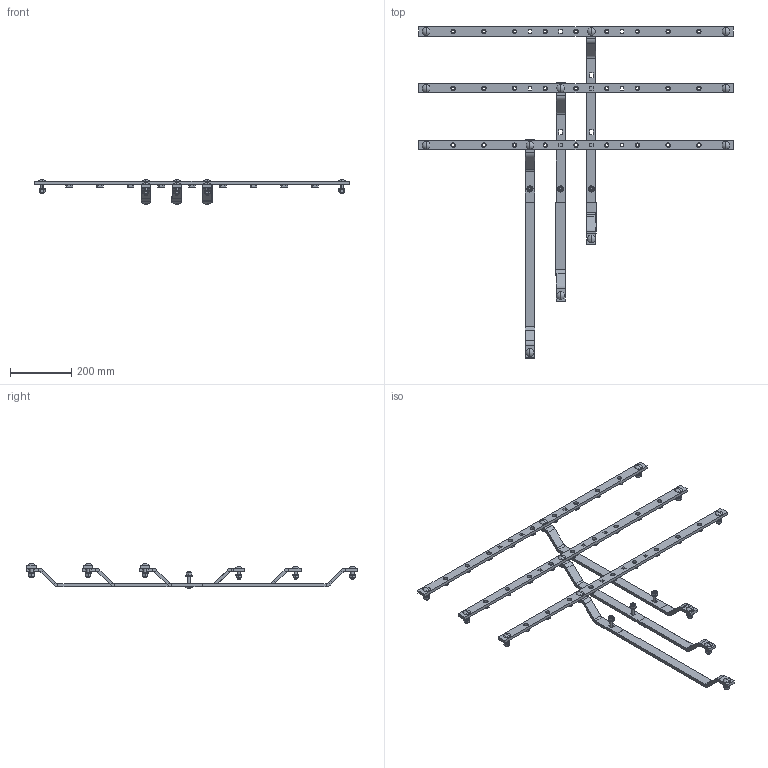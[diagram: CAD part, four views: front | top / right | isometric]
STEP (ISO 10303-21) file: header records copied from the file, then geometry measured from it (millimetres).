
FILE_DESCRIPTION(('STEP AP214'),'1');
FILE_NAME('cctmp_87FF95C6-BCE0-4F16-8FDF-4F263715BD5A_2024_11_29_08_09_56_0088..stp','2024-11-29T07:09:57',('SIEMENS A&D'),('CADClick - www.CADClick.com'),'Spatial InterOp 3D',' ','unknown authorization');
FILE_SCHEMA(('AUTOMOTIVE_DESIGN'));
Length unit declared in the file: millimetre
Products named in the file (51): cc_unnamed; 2024_11_29_08_09_56_0026; 2024_11_29_08_09_55_0995; 2024_11_29_08_09_55_0963; 2024_11_29_08_09_55_0932; 2024_11_29_08_09_55_0901; 2024_11_29_08_09_55_0870; 2024_11_29_08_09_55_0838; 2024_11_29_08_09_55_0807; 2024_11_29_08_09_55_0776; 2024_11_29_08_09_55_0745; 2024_11_29_08_09_55_0714; 2024_11_29_08_09_55_0682; 2024_11_29_08_09_55_0651; 2024_11_29_08_09_55_0620; 2024_11_29_08_09_55_0557; 2024_11_29_08_09_55_0526; 2024_11_29_08_09_55_0495; 2024_11_29_08_09_55_0464; 2024_11_29_08_09_55_0432; 2024_11_29_08_09_55_0401; 2024_11_29_08_09_55_0370; 2024_11_29_08_09_55_0338; 2024_11_29_08_09_55_0307; 2024_11_29_08_09_55_0276; 2024_11_29_08_09_55_0245; 2024_11_29_08_09_55_0213; 2024_11_29_08_09_55_0167; 2024_11_29_08_09_55_0135; 2024_11_29_08_09_55_0104; 2024_11_29_08_09_55_0073; 2024_11_29_08_09_55_0041; 2024_11_29_08_09_55_0010; 2024_11_29_08_09_54_0979; 2024_11_29_08_09_54_0948; 2024_11_29_08_09_54_0917; 2024_11_29_08_09_54_0885; 2024_11_29_08_09_54_0854; 2024_11_29_08_09_54_0823; 2024_11_29_08_09_54_0792 ...
Assembly tree (50 placements, depth 2):
  cc_unnamed
    2024_11_29_08_09_56_0026
    2024_11_29_08_09_55_0995
    2024_11_29_08_09_55_0963
    2024_11_29_08_09_55_0932
    2024_11_29_08_09_55_0901
    2024_11_29_08_09_55_0870
    2024_11_29_08_09_55_0838
    2024_11_29_08_09_55_0807
    2024_11_29_08_09_55_0776
    2024_11_29_08_09_55_0745
    2024_11_29_08_09_55_0714
    2024_11_29_08_09_55_0682
    2024_11_29_08_09_55_0651
    2024_11_29_08_09_55_0620
    2024_11_29_08_09_55_0557
    2024_11_29_08_09_55_0526
    2024_11_29_08_09_55_0495
    2024_11_29_08_09_55_0464
    2024_11_29_08_09_55_0432
    2024_11_29_08_09_55_0401
    2024_11_29_08_09_55_0370
    2024_11_29_08_09_55_0338
    2024_11_29_08_09_55_0307
    2024_11_29_08_09_55_0276
    2024_11_29_08_09_55_0245
    2024_11_29_08_09_55_0213
    2024_11_29_08_09_55_0167
    2024_11_29_08_09_55_0135
    2024_11_29_08_09_55_0104
    2024_11_29_08_09_55_0073
    2024_11_29_08_09_55_0041
    2024_11_29_08_09_55_0010
    2024_11_29_08_09_54_0979
    2024_11_29_08_09_54_0948
    2024_11_29_08_09_54_0917
    2024_11_29_08_09_54_0885
    2024_11_29_08_09_54_0854
    2024_11_29_08_09_54_0823
    2024_11_29_08_09_54_0792
    2024_11_29_08_09_54_0760
    2024_11_29_08_09_54_0724
    2024_11_29_08_09_54_0684
    2024_11_29_08_09_54_0643
    2024_11_29_08_09_54_0603
    2024_11_29_08_09_54_0562
    2024_11_29_08_09_54_0522
    2024_11_29_08_09_54_0479
    2024_11_29_08_09_54_0448
    2024_11_29_08_09_54_0417
    2024_11_29_08_09_54_0385
Bounding box: 1025 x 1081 x 80.76 mm (x, y, z)
Volume: 1988014.2 mm3; surface area: 606780.3 mm2
Topology: 52 solids, 52 shells, 1703 faces, 3761 edges, 2256 vertices
Faces by surface type: plane 767, cone 642, cylinder 264, sphere 30
Entity records: 62530 total; most frequent: CARTESIAN_POINT 11803, ORIENTED_EDGE 7522, DIRECTION 7476, EDGE_CURVE 3761, AXIS2_PLACEMENT_3D 2969, VERTEX_POINT 2256, EDGE_LOOP 1965, STYLED_ITEM 1755
